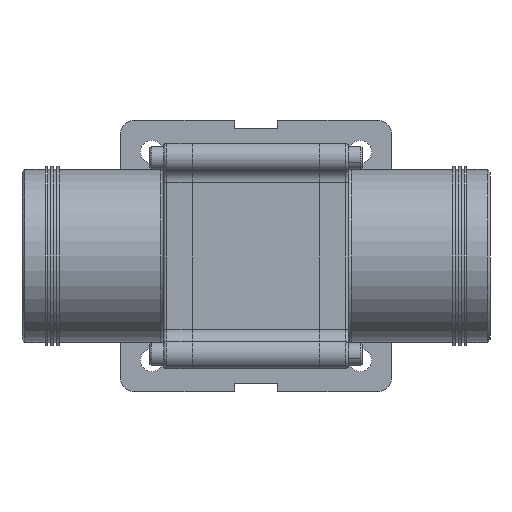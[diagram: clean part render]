
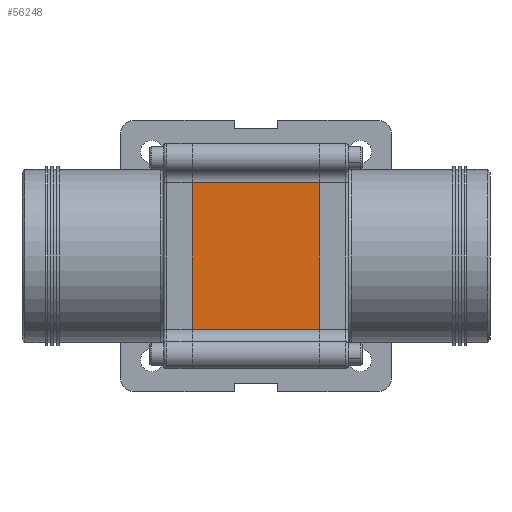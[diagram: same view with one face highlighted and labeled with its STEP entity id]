
A CAD part, front view. The second image highlights one B-rep face of the part: STEP entity #56248.
In plain terms, the highlighted planar face has unit normal (0, -1, 0).
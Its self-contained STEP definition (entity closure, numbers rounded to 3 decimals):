
#2201 = DIRECTION ( 'NONE',  ( 0., 0., -1. ) ) ;
#4322 = VERTEX_POINT ( 'NONE', #35188 ) ;
#9439 = DIRECTION ( 'NONE',  ( 0., 0., 1. ) ) ;
#9515 = EDGE_CURVE ( 'NONE', #40014, #38567, #67000, .T. ) ;
#12911 = VECTOR ( 'NONE', #32187, 1000. ) ;
#13048 = ORIENTED_EDGE ( 'NONE', *, *, #58048, .F. ) ;
#14840 = CARTESIAN_POINT ( 'NONE',  ( -22., -34., -25.34 ) ) ;
#16744 = VECTOR ( 'NONE', #2201, 1000. ) ;
#17459 = DIRECTION ( 'NONE',  ( -1., 0., 0. ) ) ;
#19276 = CARTESIAN_POINT ( 'NONE',  ( 22., -34., 25.34 ) ) ;
#20288 = VECTOR ( 'NONE', #25341, 1000. ) ;
#21484 = CARTESIAN_POINT ( 'NONE',  ( 132.309, -34., 25.34 ) ) ;
#23603 = VERTEX_POINT ( 'NONE', #69113 ) ;
#24217 = EDGE_CURVE ( 'NONE', #23603, #38567, #39187, .T. ) ;
#24448 = CARTESIAN_POINT ( 'NONE',  ( 22., -34., -25.34 ) ) ;
#25341 = DIRECTION ( 'NONE',  ( -1., 0., 0. ) ) ;
#30908 = CARTESIAN_POINT ( 'NONE',  ( 132.309, -34., -25.34 ) ) ;
#32187 = DIRECTION ( 'NONE',  ( 0., 0., -1. ) ) ;
#35188 = CARTESIAN_POINT ( 'NONE',  ( 22., -34., 25.34 ) ) ;
#38567 = VERTEX_POINT ( 'NONE', #14840 ) ;
#39187 = LINE ( 'NONE', #44255, #12911 ) ;
#40014 = VERTEX_POINT ( 'NONE', #24448 ) ;
#43976 = CARTESIAN_POINT ( 'NONE',  ( 132.309, -34., 25.34 ) ) ;
#44255 = CARTESIAN_POINT ( 'NONE',  ( -22., -34., 25.34 ) ) ;
#47782 = VECTOR ( 'NONE', #17459, 1000. ) ;
#49122 = ORIENTED_EDGE ( 'NONE', *, *, #9515, .F. ) ;
#49397 = EDGE_CURVE ( 'NONE', #4322, #23603, #73828, .T. ) ;
#50980 = DIRECTION ( 'NONE',  ( 0., 1., 0. ) ) ;
#53340 = EDGE_LOOP ( 'NONE', ( #13048, #65357, #55071, #49122 ) ) ;
#55071 = ORIENTED_EDGE ( 'NONE', *, *, #24217, .T. ) ;
#55376 = LINE ( 'NONE', #19276, #16744 ) ;
#56248 = ADVANCED_FACE ( 'NONE', ( #74266 ), #56422, .F. ) ;
#56422 = PLANE ( 'NONE',  #73806 ) ;
#58048 = EDGE_CURVE ( 'NONE', #4322, #40014, #55376, .T. ) ;
#65357 = ORIENTED_EDGE ( 'NONE', *, *, #49397, .T. ) ;
#67000 = LINE ( 'NONE', #30908, #47782 ) ;
#69113 = CARTESIAN_POINT ( 'NONE',  ( -22., -34., 25.34 ) ) ;
#73806 = AXIS2_PLACEMENT_3D ( 'NONE', #21484, #50980, #9439 ) ;
#73828 = LINE ( 'NONE', #43976, #20288 ) ;
#74266 = FACE_OUTER_BOUND ( 'NONE', #53340, .T. ) ;
